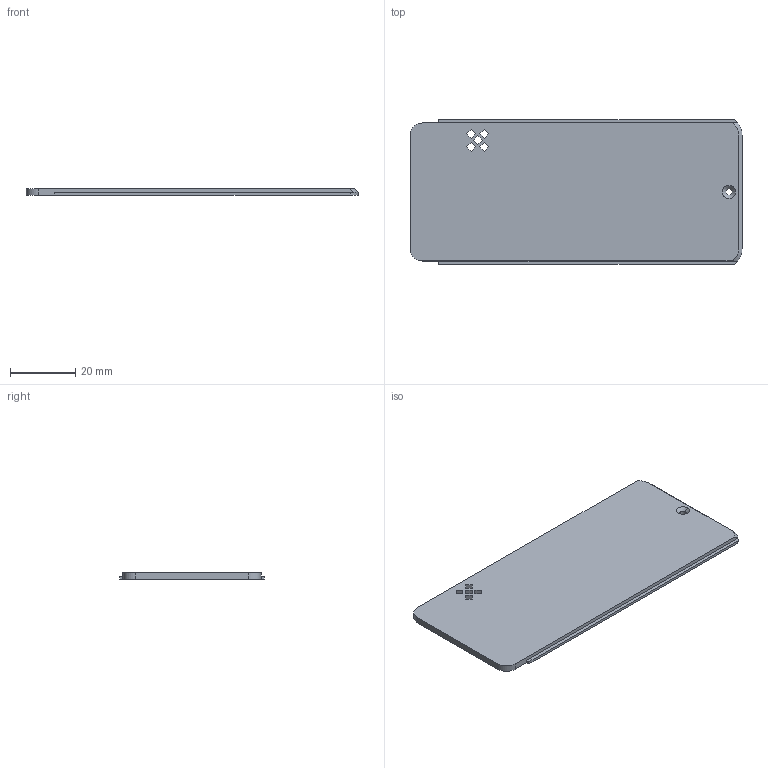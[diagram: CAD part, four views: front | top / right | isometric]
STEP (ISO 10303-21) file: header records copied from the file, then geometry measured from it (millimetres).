
FILE_DESCRIPTION((''),'2;1');
FILE_NAME('SPEAKER-TOPSHELL','2025-10-27T',('Katasa'),(''),'PRO/ENGINEER BY PARAMETRIC TECHNOLOGY CORPORATION, 2014310','PRO/ENGINEER BY PARAMETRIC TECHNOLOGY CORPORATION, 2014310','');
FILE_SCHEMA(('CONFIG_CONTROL_DESIGN'));
Length unit declared in the file: millimetre
Products named in the file (1): SPEAKER-TOPSHELL
Bounding box: 101.59 x 44.23 x 2 mm (x, y, z)
Volume: 8636.2 mm3; surface area: 9510.9 mm2
Topology: 1 solids, 1 shells, 43 faces, 119 edges, 78 vertices
Faces by surface type: plane 33, cylinder 6, cone 4
Entity records: 1421 total; most frequent: CARTESIAN_POINT 244, ORIENTED_EDGE 238, DIRECTION 221, EDGE_CURVE 119, VECTOR 99, LINE 99, VERTEX_POINT 78, AXIS2_PLACEMENT_3D 61
